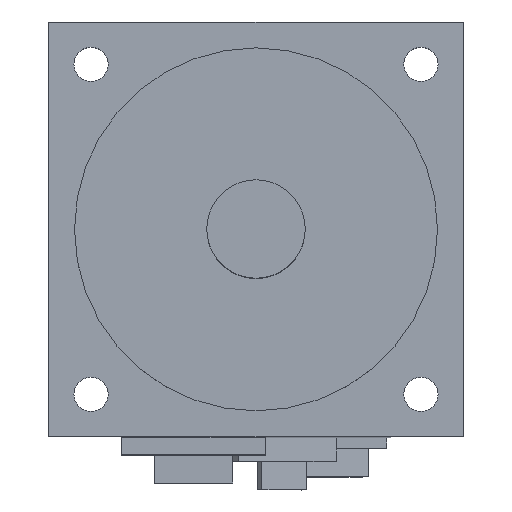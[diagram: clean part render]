
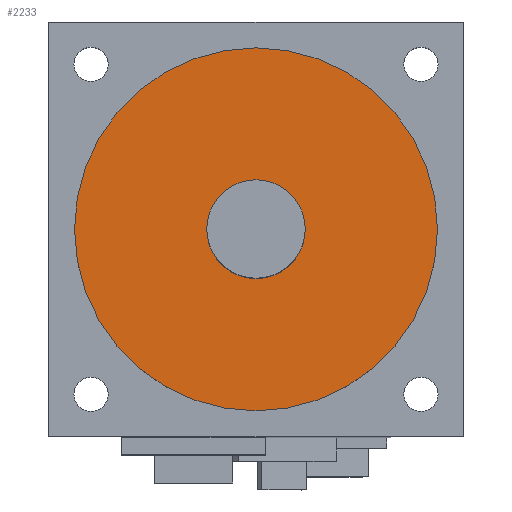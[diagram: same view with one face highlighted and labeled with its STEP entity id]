
A CAD part, top view. The second image highlights one B-rep face of the part: STEP entity #2233.
In plain terms, the highlighted planar face has unit normal (0, 0, 1).
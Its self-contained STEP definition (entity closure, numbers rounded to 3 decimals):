
#48=FACE_BOUND('',#333,.T.);
#72=CIRCLE('',#2399,35.);
#73=CIRCLE('',#2401,9.5);
#192=FACE_OUTER_BOUND('',#332,.T.);
#332=EDGE_LOOP('',(#2002));
#333=EDGE_LOOP('',(#2003));
#1091=VERTEX_POINT('',#3593);
#1092=VERTEX_POINT('',#3597);
#1394=EDGE_CURVE('',#1091,#1091,#72,.T.);
#1396=EDGE_CURVE('',#1092,#1092,#73,.T.);
#2002=ORIENTED_EDGE('',*,*,#1394,.F.);
#2003=ORIENTED_EDGE('',*,*,#1396,.F.);
#2114=PLANE('',#2400);
#2233=ADVANCED_FACE('',(#192,#48),#2114,.T.);
#2399=AXIS2_PLACEMENT_3D('',#3594,#2964,#2965);
#2400=AXIS2_PLACEMENT_3D('',#3596,#2967,#2968);
#2401=AXIS2_PLACEMENT_3D('',#3598,#2969,#2970);
#2964=DIRECTION('center_axis',(0.,0.,-1.));
#2965=DIRECTION('ref_axis',(1.,0.,0.));
#2967=DIRECTION('center_axis',(0.,0.,1.));
#2968=DIRECTION('ref_axis',(-1.,0.,0.));
#2969=DIRECTION('center_axis',(0.,0.,1.));
#2970=DIRECTION('ref_axis',(-1.,0.,0.));
#3593=CARTESIAN_POINT('',(35.,0.,3.));
#3594=CARTESIAN_POINT('Origin',(0.,0.,3.));
#3596=CARTESIAN_POINT('Origin',(0.,0.,3.));
#3597=CARTESIAN_POINT('',(9.5,0.,3.));
#3598=CARTESIAN_POINT('Origin',(0.,0.,3.));
